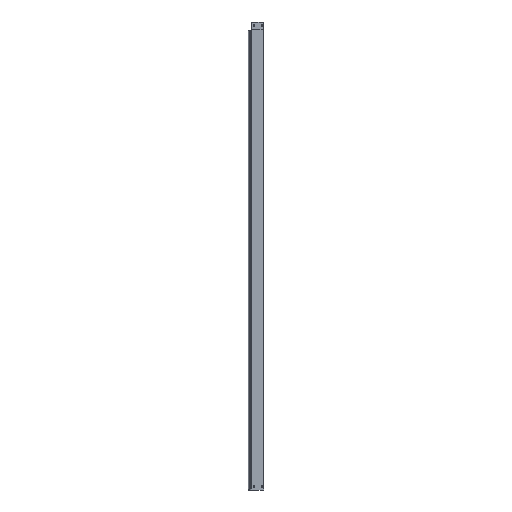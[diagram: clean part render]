
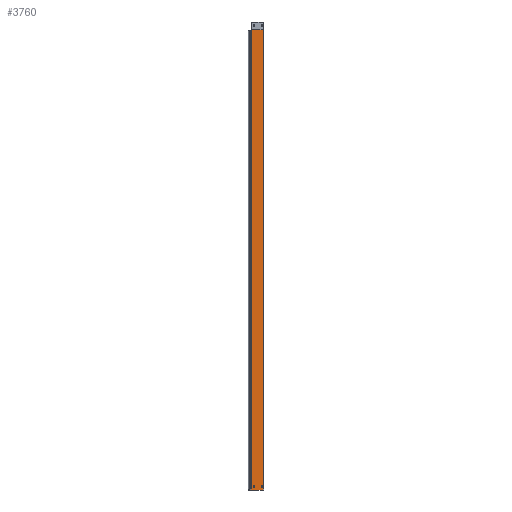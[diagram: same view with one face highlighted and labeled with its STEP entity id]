
A CAD part, left-side view. The second image highlights one B-rep face of the part: STEP entity #3760.
In plain terms, the highlighted planar face has unit normal (-1, 0, 0).
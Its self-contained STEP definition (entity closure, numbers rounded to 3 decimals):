
#188 = VECTOR ( 'NONE', #12235, 1000. ) ;
#310 = ORIENTED_EDGE ( 'NONE', *, *, #2790, .F. ) ;
#339 = AXIS2_PLACEMENT_3D ( 'NONE', #11620, #9005, #15542 ) ;
#437 = CARTESIAN_POINT ( 'NONE',  ( -200., 78.784, 2948.5 ) ) ;
#442 = VERTEX_POINT ( 'NONE', #13102 ) ;
#458 = CARTESIAN_POINT ( 'NONE',  ( -200., 60.5, 28. ) ) ;
#471 = CARTESIAN_POINT ( 'NONE',  ( -200., 67.5, 28. ) ) ;
#614 = LINE ( 'NONE', #9623, #2020 ) ;
#716 = CARTESIAN_POINT ( 'NONE',  ( -200., 60.5, 20. ) ) ;
#740 = CARTESIAN_POINT ( 'NONE',  ( -200., 0., 0. ) ) ;
#935 = LINE ( 'NONE', #12283, #14402 ) ;
#1179 = CARTESIAN_POINT ( 'NONE',  ( -200., 67.5, 20. ) ) ;
#1206 = CARTESIAN_POINT ( 'NONE',  ( -200., 78.784, 0. ) ) ;
#1612 = FACE_BOUND ( 'NONE', #15923, .T. ) ;
#1838 = CARTESIAN_POINT ( 'NONE',  ( -200., 64., 28. ) ) ;
#2020 = VECTOR ( 'NONE', #13620, 1000. ) ;
#2594 = ORIENTED_EDGE ( 'NONE', *, *, #11846, .F. ) ;
#2723 = ORIENTED_EDGE ( 'NONE', *, *, #15972, .F. ) ;
#2790 = EDGE_CURVE ( 'NONE', #13435, #13830, #614, .T. ) ;
#2794 = ORIENTED_EDGE ( 'NONE', *, *, #4922, .F. ) ;
#2869 = VERTEX_POINT ( 'NONE', #3256 ) ;
#2888 = DIRECTION ( 'NONE',  ( 0., 0., -1. ) ) ;
#3063 = CARTESIAN_POINT ( 'NONE',  ( -200., 8., 20. ) ) ;
#3072 = EDGE_CURVE ( 'NONE', #8212, #11470, #6558, .T. ) ;
#3115 = DIRECTION ( 'NONE',  ( -1., 0., 0. ) ) ;
#3141 = DIRECTION ( 'NONE',  ( 0., -1., 0. ) ) ;
#3236 = VERTEX_POINT ( 'NONE', #471 ) ;
#3256 = CARTESIAN_POINT ( 'NONE',  ( -200., 79.184, 2948.5 ) ) ;
#3386 = LINE ( 'NONE', #5605, #9936 ) ;
#3543 = LINE ( 'NONE', #740, #10512 ) ;
#3760 = ADVANCED_FACE ( 'NONE', ( #13455, #1612, #9990 ), #8322, .F. ) ;
#3832 = DIRECTION ( 'NONE',  ( 0., 0., 1. ) ) ;
#3894 = CARTESIAN_POINT ( 'NONE',  ( -200., 8., 28. ) ) ;
#3982 = VERTEX_POINT ( 'NONE', #7295 ) ;
#4186 = ORIENTED_EDGE ( 'NONE', *, *, #11256, .F. ) ;
#4195 = EDGE_CURVE ( 'NONE', #8136, #15857, #13256, .T. ) ;
#4371 = EDGE_CURVE ( 'NONE', #2869, #13228, #7133, .T. ) ;
#4922 = EDGE_CURVE ( 'NONE', #13830, #8212, #15677, .T. ) ;
#4968 = LINE ( 'NONE', #7055, #5798 ) ;
#5159 = VERTEX_POINT ( 'NONE', #458 ) ;
#5605 = CARTESIAN_POINT ( 'NONE',  ( -200., 67.5, 20. ) ) ;
#5798 = VECTOR ( 'NONE', #13438, 1000. ) ;
#5935 = DIRECTION ( 'NONE',  ( 0., -1., 0. ) ) ;
#5963 = ORIENTED_EDGE ( 'NONE', *, *, #11144, .T. ) ;
#6262 = EDGE_CURVE ( 'NONE', #3236, #8136, #3386, .T. ) ;
#6380 = ORIENTED_EDGE ( 'NONE', *, *, #3072, .F. ) ;
#6558 = LINE ( 'NONE', #13109, #14704 ) ;
#6735 = CARTESIAN_POINT ( 'NONE',  ( -200., 2.3, 2948.892 ) ) ;
#6888 = VECTOR ( 'NONE', #15037, 1000. ) ;
#7055 = CARTESIAN_POINT ( 'NONE',  ( -200., 0., 2948.5 ) ) ;
#7133 = LINE ( 'NONE', #10812, #188 ) ;
#7166 = CARTESIAN_POINT ( 'NONE',  ( -200., 2.3, 2948.892 ) ) ;
#7295 = CARTESIAN_POINT ( 'NONE',  ( -200., 2.3, 0. ) ) ;
#7303 = ORIENTED_EDGE ( 'NONE', *, *, #15654, .F. ) ;
#7408 = VECTOR ( 'NONE', #2888, 1000. ) ;
#7671 = AXIS2_PLACEMENT_3D ( 'NONE', #3894, #14399, #14344 ) ;
#7701 = LINE ( 'NONE', #1206, #10341 ) ;
#8050 = CARTESIAN_POINT ( 'NONE',  ( -200., 2.529, 2948.954 ) ) ;
#8136 = VERTEX_POINT ( 'NONE', #1179 ) ;
#8210 = CARTESIAN_POINT ( 'NONE',  ( -200., 2.3, 0. ) ) ;
#8212 = VERTEX_POINT ( 'NONE', #10155 ) ;
#8322 = PLANE ( 'NONE',  #16672 ) ;
#8422 = LINE ( 'NONE', #8210, #7408 ) ;
#8431 = CARTESIAN_POINT ( 'NONE',  ( -200., 4.5, 20. ) ) ;
#8449 = EDGE_CURVE ( 'NONE', #13228, #3982, #3543, .T. ) ;
#8502 = EDGE_LOOP ( 'NONE', ( #6380, #2794, #310, #7303 ) ) ;
#8559 = EDGE_LOOP ( 'NONE', ( #5963, #8971, #16095, #12628, #11173, #14452, #2723 ) ) ;
#8663 = ORIENTED_EDGE ( 'NONE', *, *, #6262, .F. ) ;
#8971 = ORIENTED_EDGE ( 'NONE', *, *, #12295, .T. ) ;
#9005 = DIRECTION ( 'NONE',  ( -1., 0., 0. ) ) ;
#9254 = CARTESIAN_POINT ( 'NONE',  ( -200., 78.784, 2949. ) ) ;
#9341 = CARTESIAN_POINT ( 'NONE',  ( -200., 3., 2949. ) ) ;
#9525 = DIRECTION ( 'NONE',  ( 0., 1., 0. ) ) ;
#9623 = CARTESIAN_POINT ( 'NONE',  ( -200., 4.5, 28. ) ) ;
#9936 = VECTOR ( 'NONE', #13919, 1000. ) ;
#9990 = FACE_OUTER_BOUND ( 'NONE', #8559, .T. ) ;
#9991 = DIRECTION ( 'NONE',  ( 0., -1., 0. ) ) ;
#10155 = CARTESIAN_POINT ( 'NONE',  ( -200., 11.5, 28. ) ) ;
#10224 = ORIENTED_EDGE ( 'NONE', *, *, #4195, .F. ) ;
#10341 = VECTOR ( 'NONE', #3832, 1000. ) ;
#10512 = VECTOR ( 'NONE', #9991, 1000. ) ;
#10812 = CARTESIAN_POINT ( 'NONE',  ( -200., 79.184, 2948.5 ) ) ;
#10982 = DIRECTION ( 'NONE',  ( -1., 0., 0. ) ) ;
#11069 = CIRCLE ( 'NONE', #12436, 3.5 ) ;
#11144 = EDGE_CURVE ( 'NONE', #11343, #442, #14825, .T. ) ;
#11173 = ORIENTED_EDGE ( 'NONE', *, *, #4371, .T. ) ;
#11256 = EDGE_CURVE ( 'NONE', #5159, #3236, #11360, .T. ) ;
#11343 = VERTEX_POINT ( 'NONE', #7166 ) ;
#11360 = CIRCLE ( 'NONE', #13108, 3.5 ) ;
#11470 = VERTEX_POINT ( 'NONE', #15582 ) ;
#11620 = CARTESIAN_POINT ( 'NONE',  ( -200., 64., 20. ) ) ;
#11846 = EDGE_CURVE ( 'NONE', #15857, #5159, #14417, .T. ) ;
#12235 = DIRECTION ( 'NONE',  ( 0., 0., -1. ) ) ;
#12283 = CARTESIAN_POINT ( 'NONE',  ( -200., 0., 2949. ) ) ;
#12295 = EDGE_CURVE ( 'NONE', #442, #14727, #935, .T. ) ;
#12436 = AXIS2_PLACEMENT_3D ( 'NONE', #3063, #3115, #5935 ) ;
#12597 = EDGE_CURVE ( 'NONE', #13358, #14727, #7701, .T. ) ;
#12628 = ORIENTED_EDGE ( 'NONE', *, *, #14914, .F. ) ;
#13102 = CARTESIAN_POINT ( 'NONE',  ( -200., 3., 2949. ) ) ;
#13108 = AXIS2_PLACEMENT_3D ( 'NONE', #1838, #10982, #3141 ) ;
#13109 = CARTESIAN_POINT ( 'NONE',  ( -200., 11.5, 28. ) ) ;
#13228 = VERTEX_POINT ( 'NONE', #14027 ) ;
#13256 = CIRCLE ( 'NONE', #339, 3.5 ) ;
#13332 = CARTESIAN_POINT ( 'NONE',  ( -200., 2.761, 2949. ) ) ;
#13358 = VERTEX_POINT ( 'NONE', #437 ) ;
#13435 = VERTEX_POINT ( 'NONE', #8431 ) ;
#13438 = DIRECTION ( 'NONE',  ( 0., -1., 0. ) ) ;
#13455 = FACE_BOUND ( 'NONE', #8502, .T. ) ;
#13620 = DIRECTION ( 'NONE',  ( 0., 0., 1. ) ) ;
#13654 = DIRECTION ( 'NONE',  ( 0., 1., 0. ) ) ;
#13830 = VERTEX_POINT ( 'NONE', #15159 ) ;
#13919 = DIRECTION ( 'NONE',  ( 0., 0., -1. ) ) ;
#14025 = CARTESIAN_POINT ( 'NONE',  ( -200., 60.5, 20. ) ) ;
#14027 = CARTESIAN_POINT ( 'NONE',  ( -200., 79.184, 0. ) ) ;
#14344 = DIRECTION ( 'NONE',  ( 0., -1., 0. ) ) ;
#14399 = DIRECTION ( 'NONE',  ( -1., 0., 0. ) ) ;
#14402 = VECTOR ( 'NONE', #13654, 1000. ) ;
#14417 = LINE ( 'NONE', #716, #6888 ) ;
#14452 = ORIENTED_EDGE ( 'NONE', *, *, #8449, .T. ) ;
#14457 = DIRECTION ( 'NONE',  ( 0., 0., -1. ) ) ;
#14704 = VECTOR ( 'NONE', #14457, 1000. ) ;
#14727 = VERTEX_POINT ( 'NONE', #9254 ) ;
#14825 = B_SPLINE_CURVE_WITH_KNOTS ( 'NONE', 3,
 ( #6735, #8050, #13332, #9341 ),
 .UNSPECIFIED., .F., .F.,
 ( 4, 4 ),
 ( 0., 0.001 ),
 .UNSPECIFIED. ) ;
#14881 = CARTESIAN_POINT ( 'NONE',  ( -200., 0., 0. ) ) ;
#14914 = EDGE_CURVE ( 'NONE', #2869, #13358, #4968, .T. ) ;
#15037 = DIRECTION ( 'NONE',  ( 0., 0., 1. ) ) ;
#15159 = CARTESIAN_POINT ( 'NONE',  ( -200., 4.5, 28. ) ) ;
#15542 = DIRECTION ( 'NONE',  ( 0., -1., 0. ) ) ;
#15582 = CARTESIAN_POINT ( 'NONE',  ( -200., 11.5, 20. ) ) ;
#15654 = EDGE_CURVE ( 'NONE', #11470, #13435, #11069, .T. ) ;
#15677 = CIRCLE ( 'NONE', #7671, 3.5 ) ;
#15857 = VERTEX_POINT ( 'NONE', #14025 ) ;
#15923 = EDGE_LOOP ( 'NONE', ( #2594, #10224, #8663, #4186 ) ) ;
#15972 = EDGE_CURVE ( 'NONE', #11343, #3982, #8422, .T. ) ;
#16007 = DIRECTION ( 'NONE',  ( 1., 0., 0. ) ) ;
#16095 = ORIENTED_EDGE ( 'NONE', *, *, #12597, .F. ) ;
#16672 = AXIS2_PLACEMENT_3D ( 'NONE', #14881, #16007, #9525 ) ;
